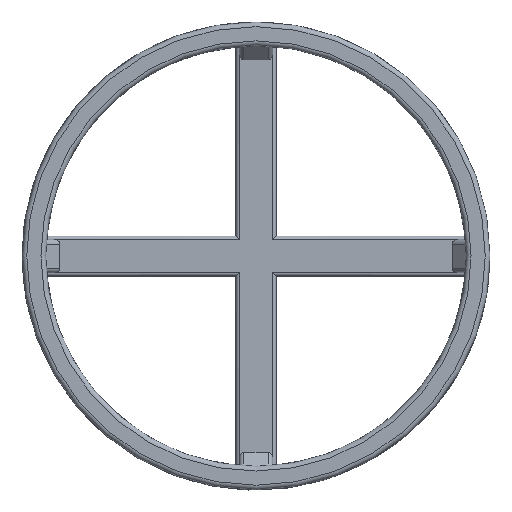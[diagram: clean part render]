
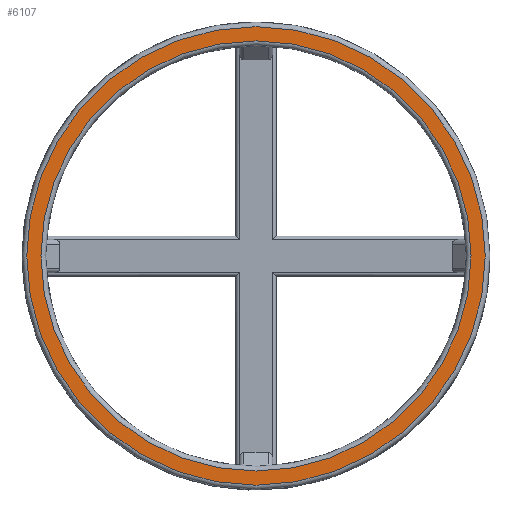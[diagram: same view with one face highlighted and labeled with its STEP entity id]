
A CAD part, top view. The second image highlights one B-rep face of the part: STEP entity #6107.
In plain terms, the highlighted planar face has unit normal (0, 0, 1).
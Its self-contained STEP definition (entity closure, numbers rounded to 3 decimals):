
#441 = TOROIDAL_SURFACE('',#442,45.5,1.);
#442 = AXIS2_PLACEMENT_3D('',#443,#444,#445);
#443 = CARTESIAN_POINT('',(0.,0.,21.));
#444 = DIRECTION('',(0.,0.,1.));
#445 = DIRECTION('',(1.,0.,-0.));
#4722 = VERTEX_POINT('',#4723);
#4723 = CARTESIAN_POINT('',(45.5,0.,22.));
#4743 = EDGE_CURVE('',#4722,#4722,#4744,.T.);
#4744 = SURFACE_CURVE('',#4745,(#4750,#4757),.PCURVE_S1.);
#4745 = CIRCLE('',#4746,45.5);
#4746 = AXIS2_PLACEMENT_3D('',#4747,#4748,#4749);
#4747 = CARTESIAN_POINT('',(0.,0.,22.));
#4748 = DIRECTION('',(0.,0.,1.));
#4749 = DIRECTION('',(1.,0.,-0.));
#4750 = PCURVE('',#441,#4751);
#4751 = DEFINITIONAL_REPRESENTATION('',(#4752),#4756);
#4752 = LINE('',#4753,#4754);
#4753 = CARTESIAN_POINT('',(0.,1.571));
#4754 = VECTOR('',#4755,1.);
#4755 = DIRECTION('',(1.,0.));
#4756 = ( GEOMETRIC_REPRESENTATION_CONTEXT(2) 
PARAMETRIC_REPRESENTATION_CONTEXT() REPRESENTATION_CONTEXT('2D SPACE',''
  ) );
#4757 = PCURVE('',#4758,#4763);
#4758 = PLANE('',#4759);
#4759 = AXIS2_PLACEMENT_3D('',#4760,#4761,#4762);
#4760 = CARTESIAN_POINT('',(0.,0.,22.)
  );
#4761 = DIRECTION('',(0.,0.,1.));
#4762 = DIRECTION('',(1.,0.,-0.));
#4763 = DEFINITIONAL_REPRESENTATION('',(#4764),#4768);
#4764 = CIRCLE('',#4765,45.5);
#4765 = AXIS2_PLACEMENT_2D('',#4766,#4767);
#4766 = CARTESIAN_POINT('',(0.,0.));
#4767 = DIRECTION('',(1.,0.));
#4768 = ( GEOMETRIC_REPRESENTATION_CONTEXT(2) 
PARAMETRIC_REPRESENTATION_CONTEXT() REPRESENTATION_CONTEXT('2D SPACE',''
  ) );
#6107 = ADVANCED_FACE('',(#6108,#6111),#4758,.T.);
#6108 = FACE_BOUND('',#6109,.T.);
#6109 = EDGE_LOOP('',(#6110));
#6110 = ORIENTED_EDGE('',*,*,#4743,.F.);
#6111 = FACE_BOUND('',#6112,.T.);
#6112 = EDGE_LOOP('',(#6113));
#6113 = ORIENTED_EDGE('',*,*,#6114,.T.);
#6114 = EDGE_CURVE('',#6115,#6115,#6117,.T.);
#6115 = VERTEX_POINT('',#6116);
#6116 = CARTESIAN_POINT('',(48.5,0.,22.));
#6117 = SURFACE_CURVE('',#6118,(#6123,#6130),.PCURVE_S1.);
#6118 = CIRCLE('',#6119,48.5);
#6119 = AXIS2_PLACEMENT_3D('',#6120,#6121,#6122);
#6120 = CARTESIAN_POINT('',(0.,0.,22.));
#6121 = DIRECTION('',(0.,0.,1.));
#6122 = DIRECTION('',(1.,0.,-0.));
#6123 = PCURVE('',#4758,#6124);
#6124 = DEFINITIONAL_REPRESENTATION('',(#6125),#6129);
#6125 = CIRCLE('',#6126,48.5);
#6126 = AXIS2_PLACEMENT_2D('',#6127,#6128);
#6127 = CARTESIAN_POINT('',(0.,0.));
#6128 = DIRECTION('',(1.,0.));
#6129 = ( GEOMETRIC_REPRESENTATION_CONTEXT(2) 
PARAMETRIC_REPRESENTATION_CONTEXT() REPRESENTATION_CONTEXT('2D SPACE',''
  ) );
#6130 = PCURVE('',#6131,#6136);
#6131 = TOROIDAL_SURFACE('',#6132,48.5,1.);
#6132 = AXIS2_PLACEMENT_3D('',#6133,#6134,#6135);
#6133 = CARTESIAN_POINT('',(0.,0.,21.));
#6134 = DIRECTION('',(0.,0.,1.));
#6135 = DIRECTION('',(1.,0.,-0.));
#6136 = DEFINITIONAL_REPRESENTATION('',(#6137),#6141);
#6137 = LINE('',#6138,#6139);
#6138 = CARTESIAN_POINT('',(0.,1.571));
#6139 = VECTOR('',#6140,1.);
#6140 = DIRECTION('',(1.,0.));
#6141 = ( GEOMETRIC_REPRESENTATION_CONTEXT(2) 
PARAMETRIC_REPRESENTATION_CONTEXT() REPRESENTATION_CONTEXT('2D SPACE',''
  ) );
